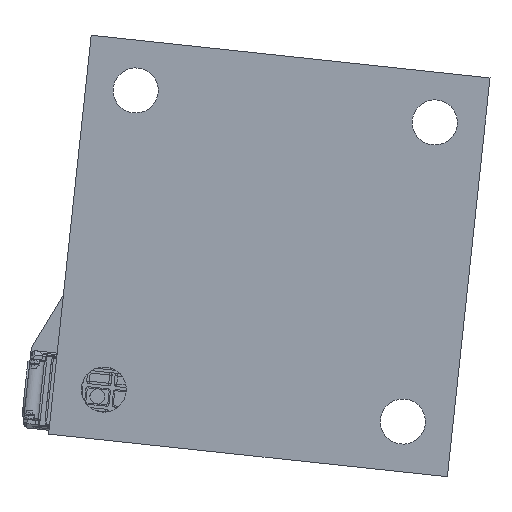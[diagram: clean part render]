
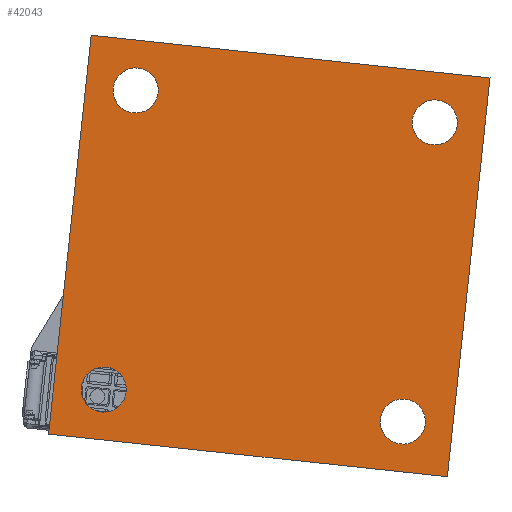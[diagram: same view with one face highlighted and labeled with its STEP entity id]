
A CAD part, left-side view. The second image highlights one B-rep face of the part: STEP entity #42043.
In plain terms, the highlighted planar face has unit normal (-1, 0, 0).
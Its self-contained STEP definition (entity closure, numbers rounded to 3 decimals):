
#2128=FACE_BOUND('',#6403,.T.);
#2129=FACE_BOUND('',#6404,.T.);
#2130=FACE_BOUND('',#6405,.T.);
#2131=FACE_BOUND('',#6406,.T.);
#4172=FACE_OUTER_BOUND('',#6402,.T.);
#6402=EDGE_LOOP('',(#36242,#36243,#36244,#36245));
#6403=EDGE_LOOP('',(#36246));
#6404=EDGE_LOOP('',(#36247));
#6405=EDGE_LOOP('',(#36248));
#6406=EDGE_LOOP('',(#36249));
#7771=CIRCLE('',#45561,9.);
#7772=CIRCLE('',#45563,9.);
#7773=CIRCLE('',#45565,9.);
#7774=CIRCLE('',#45567,9.);
#11355=LINE('',#83951,#14950);
#11358=LINE('',#83956,#14953);
#11360=LINE('',#83960,#14955);
#11362=LINE('',#83963,#14957);
#14950=VECTOR('',#56058,10.);
#14953=VECTOR('',#56063,10.);
#14955=VECTOR('',#56067,10.);
#14957=VECTOR('',#56071,10.);
#18765=VERTEX_POINT('',#83933);
#18766=VERTEX_POINT('',#83937);
#18767=VERTEX_POINT('',#83941);
#18768=VERTEX_POINT('',#83945);
#18769=VERTEX_POINT('',#83949);
#18770=VERTEX_POINT('',#83950);
#18771=VERTEX_POINT('',#83955);
#18772=VERTEX_POINT('',#83959);
#24628=EDGE_CURVE('',#18765,#18765,#7771,.T.);
#24630=EDGE_CURVE('',#18766,#18766,#7772,.T.);
#24632=EDGE_CURVE('',#18767,#18767,#7773,.T.);
#24634=EDGE_CURVE('',#18768,#18768,#7774,.T.);
#24635=EDGE_CURVE('',#18769,#18770,#11355,.T.);
#24638=EDGE_CURVE('',#18770,#18771,#11358,.T.);
#24640=EDGE_CURVE('',#18771,#18772,#11360,.T.);
#24642=EDGE_CURVE('',#18772,#18769,#11362,.T.);
#36242=ORIENTED_EDGE('',*,*,#24642,.T.);
#36243=ORIENTED_EDGE('',*,*,#24635,.T.);
#36244=ORIENTED_EDGE('',*,*,#24638,.T.);
#36245=ORIENTED_EDGE('',*,*,#24640,.T.);
#36246=ORIENTED_EDGE('',*,*,#24628,.T.);
#36247=ORIENTED_EDGE('',*,*,#24630,.T.);
#36248=ORIENTED_EDGE('',*,*,#24632,.T.);
#36249=ORIENTED_EDGE('',*,*,#24634,.T.);
#37867=PLANE('',#45572);
#42043=ADVANCED_FACE('',(#4172,#2128,#2129,#2130,#2131),#37867,.F.);
#45561=AXIS2_PLACEMENT_3D('',#83935,#56039,#56040);
#45563=AXIS2_PLACEMENT_3D('',#83939,#56044,#56045);
#45565=AXIS2_PLACEMENT_3D('',#83943,#56049,#56050);
#45567=AXIS2_PLACEMENT_3D('',#83947,#56054,#56055);
#45572=AXIS2_PLACEMENT_3D('',#83964,#56072,#56073);
#56039=DIRECTION('center_axis',(1.,0.,0.));
#56040=DIRECTION('ref_axis',(0.,0.106,-0.994));
#56044=DIRECTION('center_axis',(1.,0.,0.));
#56045=DIRECTION('ref_axis',(0.,0.106,-0.994));
#56049=DIRECTION('center_axis',(1.,0.,0.));
#56050=DIRECTION('ref_axis',(0.,0.106,-0.994));
#56054=DIRECTION('center_axis',(1.,0.,0.));
#56055=DIRECTION('ref_axis',(0.,0.106,-0.994));
#56058=DIRECTION('',(0.,-0.994,-0.106));
#56063=DIRECTION('',(0.,-0.106,0.994));
#56067=DIRECTION('',(0.,0.994,0.106));
#56071=DIRECTION('',(0.,0.106,-0.994));
#56072=DIRECTION('center_axis',(1.,0.,0.));
#56073=DIRECTION('ref_axis',(0.,0.106,-0.994));
#83933=CARTESIAN_POINT('',(-191.581,-52.926,-57.183));
#83935=CARTESIAN_POINT('Origin',(-191.581,-51.969,-66.132));
#83937=CARTESIAN_POINT('',(-191.581,53.639,74.893));
#83939=CARTESIAN_POINT('Origin',(-191.581,54.595,65.944));
#83941=CARTESIAN_POINT('',(-191.581,-65.682,62.137));
#83943=CARTESIAN_POINT('Origin',(-191.581,-64.725,53.188));
#83945=CARTESIAN_POINT('',(-191.581,66.394,-44.427));
#83947=CARTESIAN_POINT('Origin',(-191.581,67.351,-53.376));
#83949=CARTESIAN_POINT('',(-191.581,89.364,-71.137));
#83950=CARTESIAN_POINT('',(-191.581,-69.73,-88.145));
#83951=CARTESIAN_POINT('',(-191.581,89.364,-71.137));
#83955=CARTESIAN_POINT('',(-191.581,-86.738,70.949));
#83956=CARTESIAN_POINT('',(-191.581,-69.73,-88.145));
#83959=CARTESIAN_POINT('',(-191.581,72.356,87.956));
#83960=CARTESIAN_POINT('',(-191.581,-86.738,70.949));
#83963=CARTESIAN_POINT('',(-191.581,72.356,87.956));
#83964=CARTESIAN_POINT('Origin',(-191.581,1.313,-0.094));
